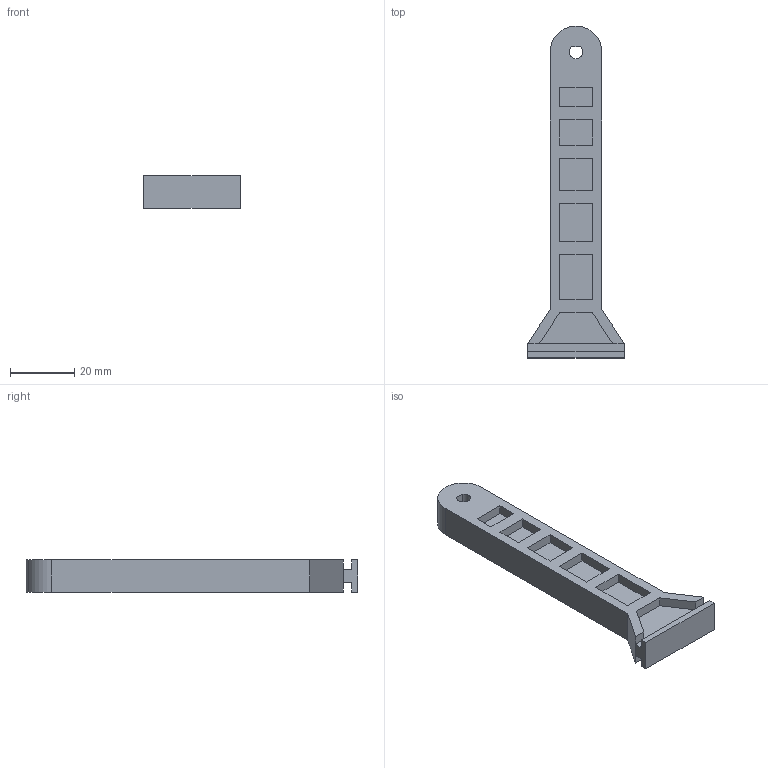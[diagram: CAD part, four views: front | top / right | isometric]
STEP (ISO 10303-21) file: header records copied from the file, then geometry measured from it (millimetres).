
FILE_DESCRIPTION(/* description */ ('STEP AP214'),/* implementation_level */ '2;1');
FILE_NAME(/* name */ '61003a6d1ba20e77e4cdbb3f',/* time_stamp */ '2021-07-27T16:55:09+00:00',/* author */ (''),/* organization */ (''),/* preprocessor_version */ 'ST-DEVELOPER v18.1',/* originating_system */ ' ',/* authorisation */ ' ');
FILE_SCHEMA (('AUTOMOTIVE_DESIGN {1 0 10303 214 3 1 1}'));
Length unit declared in the file: metre
Products named in the file (1): Part 1
Bounding box: 30 x 103 x 10 mm (x, y, z)
Volume: 13067.8 mm3; surface area: 7700.7 mm2
Topology: 1 solids, 1 shells, 82 faces, 202 edges, 132 vertices
Faces by surface type: plane 80, cylinder 2
Entity records: 2400 total; most frequent: CARTESIAN_POINT 417, ORIENTED_EDGE 404, DIRECTION 372, EDGE_CURVE 202, LINE 198, VECTOR 198, VERTEX_POINT 132, EDGE_LOOP 94
